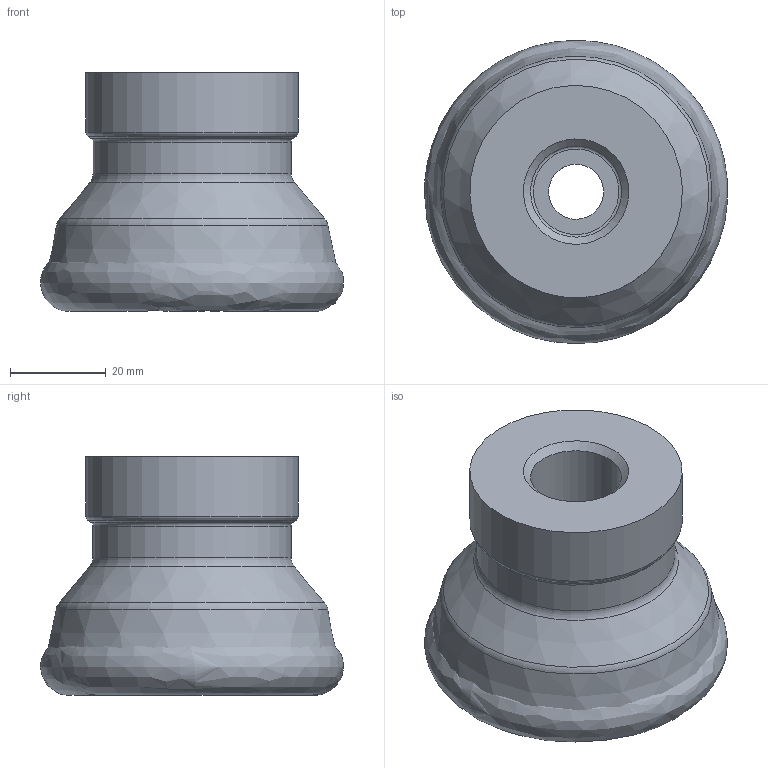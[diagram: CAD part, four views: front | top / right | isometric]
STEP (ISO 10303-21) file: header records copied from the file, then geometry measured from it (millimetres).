
FILE_DESCRIPTION(/* description */ (''),/* implementation_level */ '2;1');
FILE_NAME(/* name */ '1697108919983.stp',/* time_stamp */ '2023-10-12T16:38:54+05:00',/* author */ (''),/* organization */ ('SMS'),/* preprocessor_version */ 'ST-DEVELOPER v16.7',/* originating_system */ 'SIEMENS PLM Software NX 12.0',/* authorisation */ '');
FILE_SCHEMA (('AUTOMOTIVE_DESIGN { 1 0 10303 214 3 1 1 1 }'));
Length unit declared in the file: millimetre
Products named in the file (4): 204373886mod000_00; ASSEMBLY_CONSTRUCTION; 204889765mod000_00; 204889766mod000_00
Assembly tree (3 placements, depth 2):
  204889766mod000_00
    204889765mod000_00
    ASSEMBLY_CONSTRUCTION
    204373886mod000_00
Bounding box: 63.43 x 63.49 x 50 mm (x, y, z)
Volume: 99929.1 mm3; surface area: 20575.3 mm2
Topology: 2 solids, 2 shells, 29 faces, 61 edges, 50 vertices
Faces by surface type: torus 10, cone 7, cylinder 6, plane 5, bspline 1
Full cylindrical faces by diameter (mm): 11.5 x1, 17.15 x1, 19.061 x1, 19.5 x1, 41.5 x1, 44.5 x1
Entity records: 2628 total; most frequent: CARTESIAN_POINT 1891, DIRECTION 144, AXIS2_PLACEMENT_3D 72, FACE_BOUND 57, EDGE_LOOP 56, ORIENTED_EDGE 56, ADVANCED_FACE 29, VERTEX_POINT 29
